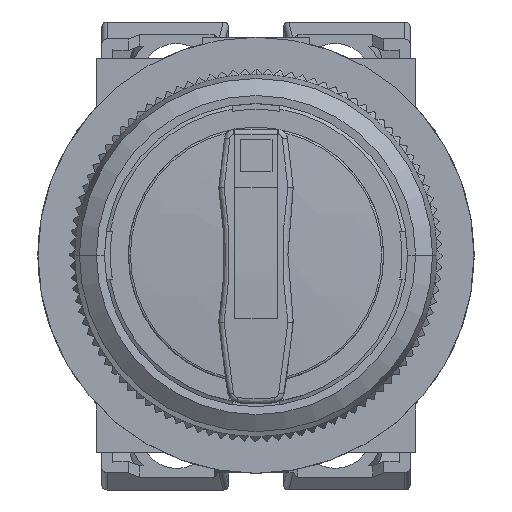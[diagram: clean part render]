
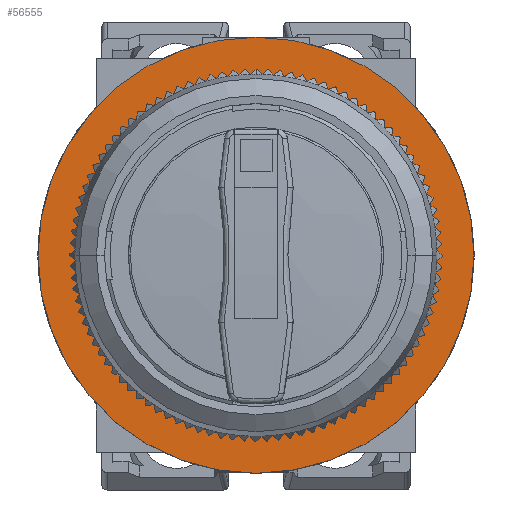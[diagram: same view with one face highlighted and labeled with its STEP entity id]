
A CAD part, top view. The second image highlights one B-rep face of the part: STEP entity #56555.
In plain terms, the highlighted planar face has unit normal (0, 0, 1).
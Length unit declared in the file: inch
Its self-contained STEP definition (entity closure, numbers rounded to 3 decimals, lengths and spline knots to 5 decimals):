
#5063 = DIRECTION ( 'NONE',  ( 0., 0., -1. ) ) ;
#5984 = CIRCLE ( 'NONE', #56780, 0.62598 ) ;
#14539 = CIRCLE ( 'NONE', #81268, 0.62598 ) ;
#14699 = CARTESIAN_POINT ( 'NONE',  ( 0., 0., 0.23622 ) ) ;
#21762 = PLANE ( 'NONE',  #83422 ) ;
#22825 = CARTESIAN_POINT ( 'NONE',  ( -0.62598, 0., 0.23622 ) ) ;
#23341 = EDGE_CURVE ( 'NONE', #37587, #82738, #5984, .T. ) ;
#23802 = CIRCLE ( 'NONE', #88544, 0.80709 ) ;
#24493 = ORIENTED_EDGE ( 'NONE', *, *, #68300, .T. ) ;
#25674 = DIRECTION ( 'NONE',  ( 0., 0., 1. ) ) ;
#28835 = DIRECTION ( 'NONE',  ( 0., 0., 1. ) ) ;
#29256 = EDGE_CURVE ( 'NONE', #57521, #69405, #74752, .T. ) ;
#34602 = DIRECTION ( 'NONE',  ( -1., 0., 0. ) ) ;
#37587 = VERTEX_POINT ( 'NONE', #64056 ) ;
#38928 = CARTESIAN_POINT ( 'NONE',  ( 0., 0., 0.23622 ) ) ;
#40889 = EDGE_LOOP ( 'NONE', ( #89530, #24493 ) ) ;
#46673 = CARTESIAN_POINT ( 'NONE',  ( 0., 0., 0.23622 ) ) ;
#51570 = AXIS2_PLACEMENT_3D ( 'NONE', #61932, #25674, #82569 ) ;
#52623 = EDGE_CURVE ( 'NONE', #82738, #37587, #14539, .T. ) ;
#56555 = ADVANCED_FACE ( 'NONE', ( #91103, #74583 ), #21762, .T. ) ;
#56780 = AXIS2_PLACEMENT_3D ( 'NONE', #38928, #5063, #88161 ) ;
#57521 = VERTEX_POINT ( 'NONE', #74823 ) ;
#60836 = DIRECTION ( 'NONE',  ( 0., 0., -1. ) ) ;
#61932 = CARTESIAN_POINT ( 'NONE',  ( 0., 0., 0.23622 ) ) ;
#63270 = DIRECTION ( 'NONE',  ( 1., 0., 0. ) ) ;
#64056 = CARTESIAN_POINT ( 'NONE',  ( 0.62598, 0., 0.23622 ) ) ;
#65291 = EDGE_LOOP ( 'NONE', ( #82587, #81931 ) ) ;
#68300 = EDGE_CURVE ( 'NONE', #69405, #57521, #23802, .T. ) ;
#69405 = VERTEX_POINT ( 'NONE', #85837 ) ;
#74583 = FACE_OUTER_BOUND ( 'NONE', #40889, .T. ) ;
#74752 = CIRCLE ( 'NONE', #51570, 0.80709 ) ;
#74823 = CARTESIAN_POINT ( 'NONE',  ( -0.80709, 0., 0.23622 ) ) ;
#74999 = DIRECTION ( 'NONE',  ( -1., 0., 0. ) ) ;
#76734 = DIRECTION ( 'NONE',  ( 0., 0., 1. ) ) ;
#77024 = CARTESIAN_POINT ( 'NONE',  ( 0., 0., 0.23622 ) ) ;
#81268 = AXIS2_PLACEMENT_3D ( 'NONE', #46673, #60836, #74999 ) ;
#81931 = ORIENTED_EDGE ( 'NONE', *, *, #23341, .T. ) ;
#82569 = DIRECTION ( 'NONE',  ( -1., 0., 0. ) ) ;
#82587 = ORIENTED_EDGE ( 'NONE', *, *, #52623, .T. ) ;
#82738 = VERTEX_POINT ( 'NONE', #22825 ) ;
#83422 = AXIS2_PLACEMENT_3D ( 'NONE', #14699, #28835, #63270 ) ;
#85837 = CARTESIAN_POINT ( 'NONE',  ( 0.80709, 0., 0.23622 ) ) ;
#88161 = DIRECTION ( 'NONE',  ( -1., 0., 0. ) ) ;
#88544 = AXIS2_PLACEMENT_3D ( 'NONE', #77024, #76734, #34602 ) ;
#89530 = ORIENTED_EDGE ( 'NONE', *, *, #29256, .T. ) ;
#91103 = FACE_BOUND ( 'NONE', #65291, .T. ) ;
